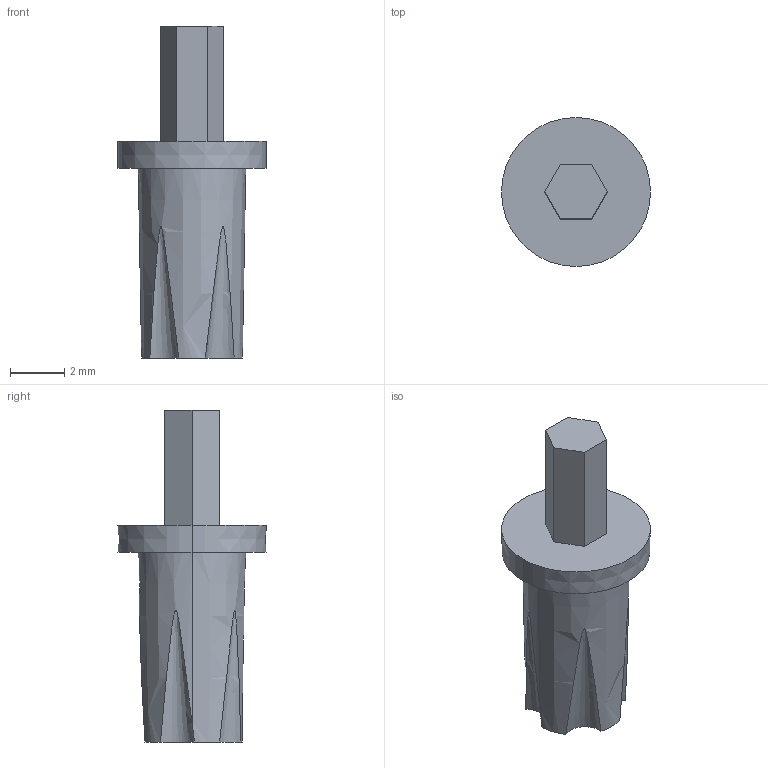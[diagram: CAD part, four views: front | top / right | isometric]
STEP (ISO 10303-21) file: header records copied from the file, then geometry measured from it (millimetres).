
FILE_DESCRIPTION (( 'STEP AP214' ), '1' );
FILE_NAME ('TT-250-A_SENSOR_pot_knob.STEP', '2015-01-22T15:05:38', ( '' ), ( '' ), 'SwSTEP 2.0', 'SolidWorks 2014', '' );
FILE_SCHEMA (( 'AUTOMOTIVE_DESIGN' ));
Length unit declared in the file: millimetre
Products named in the file (1): TT-250-A_SENSOR_pot_knob
Bounding box: 5.5 x 5.5 x 12.25 mm (x, y, z)
Volume: 112.5 mm3; surface area: 186.7 mm2
Topology: 1 solids, 1 shells, 24 faces, 57 edges, 38 vertices
Faces by surface type: plane 15, cone 9
Entity records: 886 total; most frequent: CARTESIAN_POINT 289, DIRECTION 116, ORIENTED_EDGE 114, EDGE_CURVE 57, AXIS2_PLACEMENT_3D 41, VERTEX_POINT 38, VECTOR 34, LINE 34
